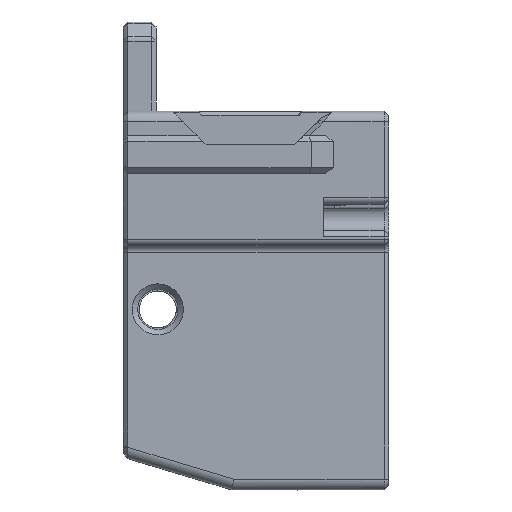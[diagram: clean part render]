
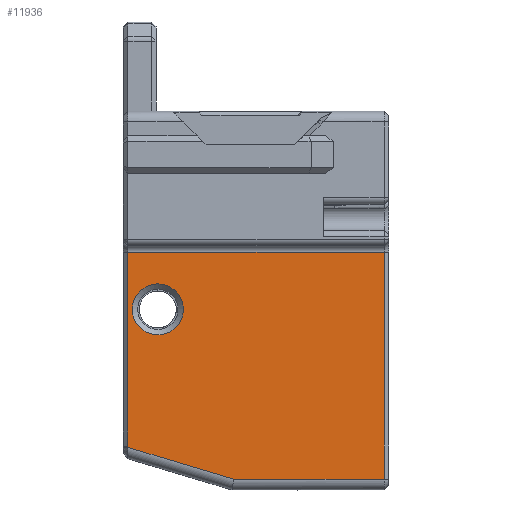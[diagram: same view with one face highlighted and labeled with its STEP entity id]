
A CAD part, left-side view. The second image highlights one B-rep face of the part: STEP entity #11936.
In plain terms, the highlighted planar face has unit normal (-1, 0, 0).
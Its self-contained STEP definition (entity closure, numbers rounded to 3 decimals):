
#181=FACE_BOUND('',#2563,.T.);
#390=CIRCLE('',#12578,2.35);
#867=B_SPLINE_CURVE_WITH_KNOTS('',3,(#24044,#24045,#24046,#24047),
 .UNSPECIFIED.,.F.,.F.,(4,4),(1.456,1.571),
 .UNSPECIFIED.);
#1820=FACE_OUTER_BOUND('',#2562,.T.);
#2562=EDGE_LOOP('',(#10806,#10807,#10808,#10809,#10810,#10811));
#2563=EDGE_LOOP('',(#10812));
#3536=LINE('',#23404,#4587);
#3600=LINE('',#23914,#4651);
#3616=LINE('',#24038,#4667);
#3617=LINE('',#24041,#4668);
#3618=LINE('',#24043,#4669);
#4587=VECTOR('',#14598,10.);
#4651=VECTOR('',#14812,10.);
#4667=VECTOR('',#14856,10.);
#4668=VECTOR('',#14859,10.);
#4669=VECTOR('',#14860,10.);
#5674=VERTEX_POINT('',#23398);
#5675=VERTEX_POINT('',#23402);
#5723=VERTEX_POINT('',#23913);
#5729=VERTEX_POINT('',#24032);
#5730=VERTEX_POINT('',#24040);
#5731=VERTEX_POINT('',#24042);
#5732=VERTEX_POINT('',#24048);
#7315=EDGE_CURVE('',#5674,#5675,#3536,.T.);
#7419=EDGE_CURVE('',#5723,#5675,#3600,.T.);
#7441=EDGE_CURVE('',#5729,#5723,#3616,.T.);
#7442=EDGE_CURVE('',#5730,#5674,#3617,.T.);
#7443=EDGE_CURVE('',#5731,#5730,#3618,.T.);
#7444=EDGE_CURVE('',#5729,#5731,#867,.T.);
#7445=EDGE_CURVE('',#5732,#5732,#390,.T.);
#10806=ORIENTED_EDGE('',*,*,#7315,.F.);
#10807=ORIENTED_EDGE('',*,*,#7442,.F.);
#10808=ORIENTED_EDGE('',*,*,#7443,.F.);
#10809=ORIENTED_EDGE('',*,*,#7444,.F.);
#10810=ORIENTED_EDGE('',*,*,#7441,.T.);
#10811=ORIENTED_EDGE('',*,*,#7419,.T.);
#10812=ORIENTED_EDGE('',*,*,#7445,.T.);
#11252=PLANE('',#12577);
#11936=ADVANCED_FACE('',(#1820,#181),#11252,.T.);
#12577=AXIS2_PLACEMENT_3D('',#24039,#14857,#14858);
#12578=AXIS2_PLACEMENT_3D('',#24049,#14861,#14862);
#14598=DIRECTION('',(0.,0.,-1.));
#14812=DIRECTION('',(0.,-1.,0.));
#14856=DIRECTION('',(0.,-0.958,-0.287));
#14857=DIRECTION('center_axis',(-1.,0.,0.));
#14858=DIRECTION('ref_axis',(0.,0.,
-1.));
#14859=DIRECTION('',(0.,-1.,0.));
#14860=DIRECTION('',(0.,0.,1.));
#14861=DIRECTION('center_axis',(1.,0.,0.));
#14862=DIRECTION('ref_axis',(0.,1.,0.));
#23398=CARTESIAN_POINT('',(316.12,-167.466,95.211));
#23402=CARTESIAN_POINT('',(316.12,-167.466,74.323));
#23404=CARTESIAN_POINT('',(316.12,-167.466,90.505));
#23913=CARTESIAN_POINT('',(316.12,-153.612,74.323));
#23914=CARTESIAN_POINT('',(316.12,-155.681,74.323));
#24032=CARTESIAN_POINT('',(316.12,-143.865,77.247));
#24038=CARTESIAN_POINT('',(316.12,-156.013,73.603));
#24039=CARTESIAN_POINT('Origin',(316.12,-143.465,86.836));
#24040=CARTESIAN_POINT('',(316.12,-143.865,95.211));
#24041=CARTESIAN_POINT('',(316.12,-149.573,95.211));
#24042=CARTESIAN_POINT('',(316.12,-143.865,77.367));
#24043=CARTESIAN_POINT('',(316.12,-143.865,90.609));
#24044=CARTESIAN_POINT('Ctrl Pts',(316.12,-143.865,77.247));
#24045=CARTESIAN_POINT('Ctrl Pts',(316.12,-143.866,77.287));
#24046=CARTESIAN_POINT('Ctrl Pts',(316.12,-143.865,77.327));
#24047=CARTESIAN_POINT('Ctrl Pts',(316.12,-143.865,77.367));
#24048=CARTESIAN_POINT('',(316.12,-148.982,89.944));
#24049=CARTESIAN_POINT('Origin',(316.12,-146.632,89.944));
